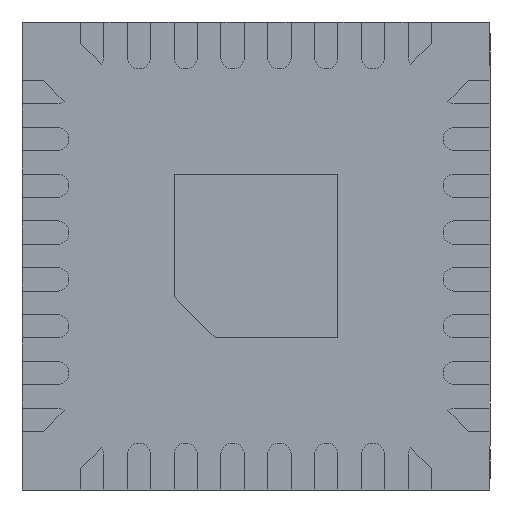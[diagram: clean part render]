
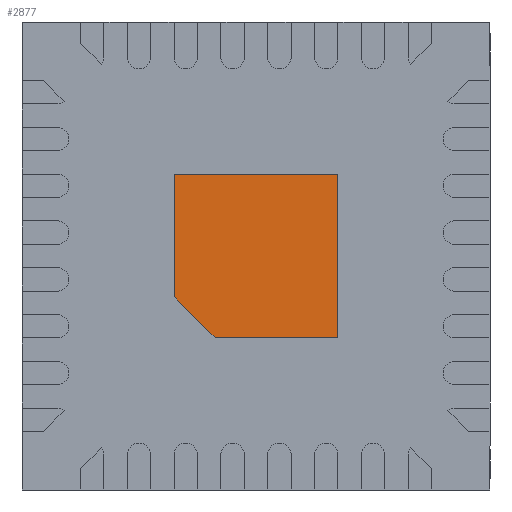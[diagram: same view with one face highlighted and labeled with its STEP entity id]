
A CAD part, front view. The second image highlights one B-rep face of the part: STEP entity #2877.
In plain terms, the highlighted planar face has unit normal (0, -1, 0).
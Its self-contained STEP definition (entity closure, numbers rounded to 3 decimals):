
#506 = EDGE_LOOP ( 'NONE', ( #7911, #4388, #17641, #6055, #17001 ) ) ;
#1415 = CARTESIAN_POINT ( 'NONE',  ( -0.35, 0., -0.7 ) ) ;
#1462 = EDGE_CURVE ( 'NONE', #10719, #7418, #7496, .T. ) ;
#2311 = CARTESIAN_POINT ( 'NONE',  ( 0.7, 0., 0.7 ) ) ;
#2877 = ADVANCED_FACE ( 'NONE', ( #9324 ), #17574, .T. ) ;
#2916 = CARTESIAN_POINT ( 'NONE',  ( -0.7, 0., 0.7 ) ) ;
#3147 = EDGE_CURVE ( 'NONE', #10036, #10719, #11283, .T. ) ;
#3214 = CARTESIAN_POINT ( 'NONE',  ( 0.7, 0., -0.7 ) ) ;
#3484 = CARTESIAN_POINT ( 'NONE',  ( 0.7, 0., 0.7 ) ) ;
#3866 = DIRECTION ( 'NONE',  ( 0., -1., 0. ) ) ;
#4256 = DIRECTION ( 'NONE',  ( 0.707, 0., -0.707 ) ) ;
#4388 = ORIENTED_EDGE ( 'NONE', *, *, #3147, .T. ) ;
#4467 = CARTESIAN_POINT ( 'NONE',  ( 0.7, 0., -0.7 ) ) ;
#4597 = CARTESIAN_POINT ( 'NONE',  ( 0.7, 0., -0.7 ) ) ;
#5109 = EDGE_CURVE ( 'NONE', #16467, #10515, #15384, .T. ) ;
#5141 = LINE ( 'NONE', #12647, #18999 ) ;
#6055 = ORIENTED_EDGE ( 'NONE', *, *, #16148, .T. ) ;
#6616 = DIRECTION ( 'NONE',  ( -1., 0., 0. ) ) ;
#6999 = VECTOR ( 'NONE', #6616, 1000. ) ;
#7418 = VERTEX_POINT ( 'NONE', #3214 ) ;
#7496 = LINE ( 'NONE', #4467, #12529 ) ;
#7911 = ORIENTED_EDGE ( 'NONE', *, *, #11415, .T. ) ;
#7986 = AXIS2_PLACEMENT_3D ( 'NONE', #13015, #3866, #14578 ) ;
#8097 = DIRECTION ( 'NONE',  ( 0., 0., -1. ) ) ;
#9324 = FACE_OUTER_BOUND ( 'NONE', #506, .T. ) ;
#10036 = VERTEX_POINT ( 'NONE', #10652 ) ;
#10515 = VERTEX_POINT ( 'NONE', #2916 ) ;
#10652 = CARTESIAN_POINT ( 'NONE',  ( -0.7, 0., -0.35 ) ) ;
#10719 = VERTEX_POINT ( 'NONE', #14362 ) ;
#11283 = LINE ( 'NONE', #1415, #11732 ) ;
#11415 = EDGE_CURVE ( 'NONE', #10515, #10036, #5141, .T. ) ;
#11732 = VECTOR ( 'NONE', #4256, 1000. ) ;
#12529 = VECTOR ( 'NONE', #15247, 1000. ) ;
#12647 = CARTESIAN_POINT ( 'NONE',  ( -0.7, 0., -0.35 ) ) ;
#13015 = CARTESIAN_POINT ( 'NONE',  ( 0., 0., 0. ) ) ;
#14362 = CARTESIAN_POINT ( 'NONE',  ( -0.35, 0., -0.7 ) ) ;
#14578 = DIRECTION ( 'NONE',  ( 0., 0., -1. ) ) ;
#14843 = VECTOR ( 'NONE', #15376, 1000. ) ;
#15247 = DIRECTION ( 'NONE',  ( 1., 0., 0. ) ) ;
#15376 = DIRECTION ( 'NONE',  ( 0., 0., 1. ) ) ;
#15384 = LINE ( 'NONE', #3484, #6999 ) ;
#16148 = EDGE_CURVE ( 'NONE', #7418, #16467, #19607, .T. ) ;
#16467 = VERTEX_POINT ( 'NONE', #2311 ) ;
#17001 = ORIENTED_EDGE ( 'NONE', *, *, #5109, .T. ) ;
#17574 = PLANE ( 'NONE',  #7986 ) ;
#17641 = ORIENTED_EDGE ( 'NONE', *, *, #1462, .T. ) ;
#18999 = VECTOR ( 'NONE', #8097, 1000. ) ;
#19607 = LINE ( 'NONE', #4597, #14843 ) ;
